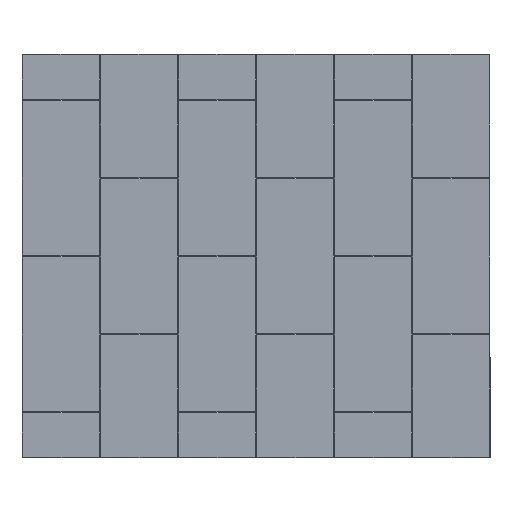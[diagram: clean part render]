
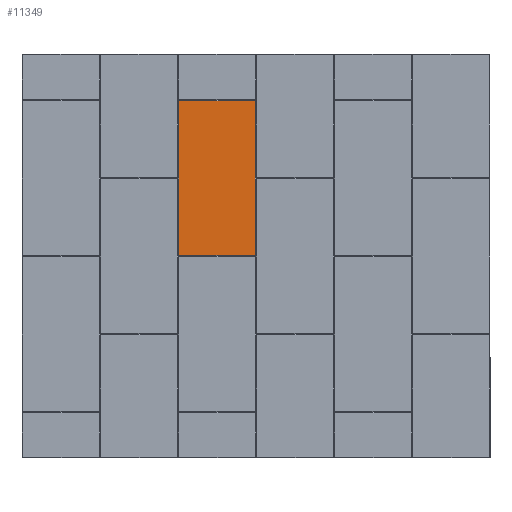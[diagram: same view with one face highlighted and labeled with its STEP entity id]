
A CAD part, top view. The second image highlights one B-rep face of the part: STEP entity #11349.
In plain terms, the highlighted planar face has unit normal (0, 0, 1).
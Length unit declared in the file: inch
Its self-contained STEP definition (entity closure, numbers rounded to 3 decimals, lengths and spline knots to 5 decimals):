
#257 = VERTEX_POINT ( 'NONE', #25401 ) ;
#690 = EDGE_CURVE ( 'NONE', #21846, #14077, #3767, .T. ) ;
#1217 = CARTESIAN_POINT ( 'NONE',  ( -11.91522, 0.0945, 0.1875 ) ) ;
#1336 = CARTESIAN_POINT ( 'NONE',  ( -0.08485, 0.09319, 0.1875 ) ) ;
#1482 = CARTESIAN_POINT ( 'NONE',  ( -0.08519, 0.09153, 0.1875 ) ) ;
#1626 = ORIENTED_EDGE ( 'NONE', *, *, #11873, .F. ) ;
#1948 = ORIENTED_EDGE ( 'NONE', *, *, #19699, .F. ) ;
#2025 = VERTEX_POINT ( 'NONE', #27269 ) ;
#2767 = CARTESIAN_POINT ( 'NONE',  ( -11.91522, -21., 0.1875 ) ) ;
#3109 = CARTESIAN_POINT ( 'NONE',  ( -11.90945, 0.08556, 0.1875 ) ) ;
#3229 = CARTESIAN_POINT ( 'NONE',  ( -0.08478, 0.0945, 0.1875 ) ) ;
#3244 = CARTESIAN_POINT ( 'NONE',  ( -11.91181, 0.08692, 0.1875 ) ) ;
#3500 = ORIENTED_EDGE ( 'NONE', *, *, #21109, .F. ) ;
#3529 = PLANE ( 'NONE',  #3789 ) ;
#3738 = VERTEX_POINT ( 'NONE', #12260 ) ;
#3767 = LINE ( 'NONE', #19208, #8093 ) ;
#3789 = AXIS2_PLACEMENT_3D ( 'NONE', #6674, #17767, #10423 ) ;
#3965 = CARTESIAN_POINT ( 'NONE',  ( -0.08692, 23.91181, 0.1875 ) ) ;
#4732 = CARTESIAN_POINT ( 'NONE',  ( -11.91475, 23.90894, 0.1875 ) ) ;
#4935 = CARTESIAN_POINT ( 'NONE',  ( -0.08478, 0.0945, 0.1875 ) ) ;
#5523 = CARTESIAN_POINT ( 'NONE',  ( -0.0945, 0.08478, 0.1875 ) ) ;
#5670 = CARTESIAN_POINT ( 'NONE',  ( -0.08556, 0.09055, 0.1875 ) ) ;
#5808 = EDGE_CURVE ( 'NONE', #13069, #2025, #19200, .T. ) ;
#5949 = CARTESIAN_POINT ( 'NONE',  ( -0.09106, 0.08525, 0.1875 ) ) ;
#5973 = CARTESIAN_POINT ( 'NONE',  ( -0.08485, 23.90681, 0.1875 ) ) ;
#6041 = DIRECTION ( 'NONE',  ( 0., -1., 0. ) ) ;
#6244 = EDGE_LOOP ( 'NONE', ( #23368, #13100, #1948, #1626, #3500, #14752, #13240, #10882 ) ) ;
#6435 = EDGE_CURVE ( 'NONE', #14077, #11568, #18746, .T. ) ;
#6674 = CARTESIAN_POINT ( 'NONE',  ( 0., 0., 0.1875 ) ) ;
#7848 = CARTESIAN_POINT ( 'NONE',  ( -11.9055, 0.08478, 0.1875 ) ) ;
#7976 = CARTESIAN_POINT ( 'NONE',  ( -0.08478, 0.09385, 0.1875 ) ) ;
#8093 = VECTOR ( 'NONE', #18779, 39.37008 ) ;
#8099 = DIRECTION ( 'NONE',  ( 1., 0., 0. ) ) ;
#8436 = CARTESIAN_POINT ( 'NONE',  ( -0.08478, 23.9055, 0.1875 ) ) ;
#8770 = CARTESIAN_POINT ( 'NONE',  ( -11.90945, 23.91444, 0.1875 ) ) ;
#9191 = CARTESIAN_POINT ( 'NONE',  ( -11.90681, 23.91515, 0.1875 ) ) ;
#9336 = CARTESIAN_POINT ( 'NONE',  ( -11.9055, 23.91522, 0.1875 ) ) ;
#9587 = CARTESIAN_POINT ( 'NONE',  ( -11.91303, 0.08813, 0.1875 ) ) ;
#9997 = CARTESIAN_POINT ( 'NONE',  ( -11.91522, 0.09279, 0.1875 ) ) ;
#10065 = EDGE_CURVE ( 'NONE', #3738, #13069, #22815, .T. ) ;
#10291 = CARTESIAN_POINT ( 'NONE',  ( -0.08813, 23.91303, 0.1875 ) ) ;
#10423 = DIRECTION ( 'NONE',  ( 1., 0., 0. ) ) ;
#10882 = ORIENTED_EDGE ( 'NONE', *, *, #24875, .F. ) ;
#11349 = ADVANCED_FACE ( 'NONE', ( #25303 ), #3529, .T. ) ;
#11568 = VERTEX_POINT ( 'NONE', #22810 ) ;
#11659 = VECTOR ( 'NONE', #6041, 39.37008 ) ;
#11873 = EDGE_CURVE ( 'NONE', #257, #22821, #17431, .T. ) ;
#12260 = CARTESIAN_POINT ( 'NONE',  ( -11.91522, 23.9055, 0.1875 ) ) ;
#12446 = CARTESIAN_POINT ( 'NONE',  ( -0.09106, 23.91475, 0.1875 ) ) ;
#12598 = CARTESIAN_POINT ( 'NONE',  ( -0.09279, 23.91522, 0.1875 ) ) ;
#13069 = VERTEX_POINT ( 'NONE', #20195 ) ;
#13100 = ORIENTED_EDGE ( 'NONE', *, *, #690, .F. ) ;
#13230 = CARTESIAN_POINT ( 'NONE',  ( -11.91303, 23.91187, 0.1875 ) ) ;
#13240 = ORIENTED_EDGE ( 'NONE', *, *, #10065, .F. ) ;
#13716 = LINE ( 'NONE', #2767, #22771 ) ;
#14077 = VERTEX_POINT ( 'NONE', #24884 ) ;
#14752 = ORIENTED_EDGE ( 'NONE', *, *, #5808, .F. ) ;
#16768 = CARTESIAN_POINT ( 'NONE',  ( -0.08692, 0.08819, 0.1875 ) ) ;
#16905 = CARTESIAN_POINT ( 'NONE',  ( -0.09279, 0.08478, 0.1875 ) ) ;
#17431 = LINE ( 'NONE', #21626, #11659 ) ;
#17767 = DIRECTION ( 'NONE',  ( 0., 0., 1. ) ) ;
#18746 = B_SPLINE_CURVE_WITH_KNOTS ( 'NONE', 3,
 ( #7848, #20835, #20559, #23292, #3109, #3244, #9587, #18945, #9997, #1217 ),
 .UNSPECIFIED., .F., .F.,
 ( 4, 2, 2, 2, 4 ),
 ( 0., 0.12821, 0.33333, 0.66154, 1. ),
 .UNSPECIFIED. ) ;
#18779 = DIRECTION ( 'NONE',  ( -1., 0., 0. ) ) ;
#18945 = CARTESIAN_POINT ( 'NONE',  ( -11.91475, 0.09106, 0.1875 ) ) ;
#19066 = B_SPLINE_CURVE_WITH_KNOTS ( 'NONE', 3,
 ( #3229, #7976, #1336, #1482, #5670, #16768, #21390, #5949, #16905, #5523 ),
 .UNSPECIFIED., .F., .F.,
 ( 4, 2, 2, 2, 4 ),
 ( 0., 0.12821, 0.33333, 0.66154, 1. ),
 .UNSPECIFIED. ) ;
#19113 = CARTESIAN_POINT ( 'NONE',  ( -0.0945, 23.91522, 0.1875 ) ) ;
#19200 = LINE ( 'NONE', #20941, #23059 ) ;
#19208 = CARTESIAN_POINT ( 'NONE',  ( 0., 0.08478, 0.1875 ) ) ;
#19340 = B_SPLINE_CURVE_WITH_KNOTS ( 'NONE', 3,
 ( #19113, #12598, #12446, #10291, #3965, #25451, #23571, #5973, #28189, #8436 ),
 .UNSPECIFIED., .F., .F.,
 ( 4, 2, 2, 2, 4 ),
 ( 0., 0.33846, 0.66667, 0.87179, 1. ),
 .UNSPECIFIED. ) ;
#19699 = EDGE_CURVE ( 'NONE', #22821, #21846, #19066, .T. ) ;
#20195 = CARTESIAN_POINT ( 'NONE',  ( -11.9055, 23.91522, 0.1875 ) ) ;
#20559 = CARTESIAN_POINT ( 'NONE',  ( -11.90681, 0.08485, 0.1875 ) ) ;
#20835 = CARTESIAN_POINT ( 'NONE',  ( -11.90615, 0.08478, 0.1875 ) ) ;
#20889 = CARTESIAN_POINT ( 'NONE',  ( -0.0945, 0.08478, 0.1875 ) ) ;
#20941 = CARTESIAN_POINT ( 'NONE',  ( 0., 23.91522, 0.1875 ) ) ;
#21109 = EDGE_CURVE ( 'NONE', #2025, #257, #19340, .T. ) ;
#21390 = CARTESIAN_POINT ( 'NONE',  ( -0.08813, 0.08697, 0.1875 ) ) ;
#21626 = CARTESIAN_POINT ( 'NONE',  ( -0.08478, 21., 0.1875 ) ) ;
#21846 = VERTEX_POINT ( 'NONE', #20889 ) ;
#22187 = CARTESIAN_POINT ( 'NONE',  ( -11.90615, 23.91522, 0.1875 ) ) ;
#22336 = CARTESIAN_POINT ( 'NONE',  ( -11.90847, 23.91481, 0.1875 ) ) ;
#22771 = VECTOR ( 'NONE', #28448, 39.37008 ) ;
#22810 = CARTESIAN_POINT ( 'NONE',  ( -11.91522, 0.0945, 0.1875 ) ) ;
#22815 = B_SPLINE_CURVE_WITH_KNOTS ( 'NONE', 3,
 ( #24649, #26524, #4732, #13230, #24489, #8770, #22336, #9191, #22187, #9336 ),
 .UNSPECIFIED., .F., .F.,
 ( 4, 2, 2, 2, 4 ),
 ( 0., 0.33846, 0.66667, 0.87179, 1. ),
 .UNSPECIFIED. ) ;
#22821 = VERTEX_POINT ( 'NONE', #4935 ) ;
#23059 = VECTOR ( 'NONE', #8099, 39.37008 ) ;
#23292 = CARTESIAN_POINT ( 'NONE',  ( -11.90847, 0.08519, 0.1875 ) ) ;
#23368 = ORIENTED_EDGE ( 'NONE', *, *, #6435, .F. ) ;
#23571 = CARTESIAN_POINT ( 'NONE',  ( -0.08519, 23.90847, 0.1875 ) ) ;
#24489 = CARTESIAN_POINT ( 'NONE',  ( -11.91181, 23.91308, 0.1875 ) ) ;
#24649 = CARTESIAN_POINT ( 'NONE',  ( -11.91522, 23.9055, 0.1875 ) ) ;
#24875 = EDGE_CURVE ( 'NONE', #11568, #3738, #13716, .T. ) ;
#24884 = CARTESIAN_POINT ( 'NONE',  ( -11.9055, 0.08478, 0.1875 ) ) ;
#25303 = FACE_OUTER_BOUND ( 'NONE', #6244, .T. ) ;
#25401 = CARTESIAN_POINT ( 'NONE',  ( -0.08478, 23.9055, 0.1875 ) ) ;
#25451 = CARTESIAN_POINT ( 'NONE',  ( -0.08556, 23.90945, 0.1875 ) ) ;
#26524 = CARTESIAN_POINT ( 'NONE',  ( -11.91522, 23.90721, 0.1875 ) ) ;
#27269 = CARTESIAN_POINT ( 'NONE',  ( -0.0945, 23.91522, 0.1875 ) ) ;
#28189 = CARTESIAN_POINT ( 'NONE',  ( -0.08478, 23.90615, 0.1875 ) ) ;
#28448 = DIRECTION ( 'NONE',  ( 0., 1., 0. ) ) ;
